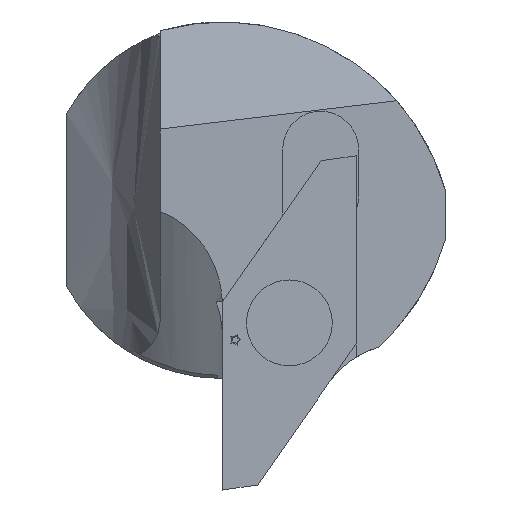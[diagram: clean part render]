
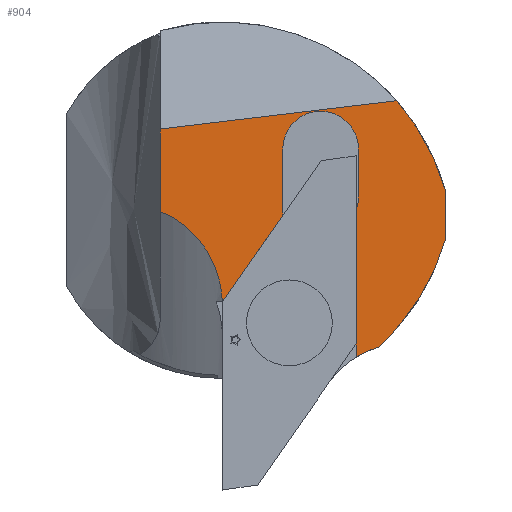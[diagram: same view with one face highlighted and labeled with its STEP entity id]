
A CAD part, left-side view. The second image highlights one B-rep face of the part: STEP entity #904.
In plain terms, the highlighted planar face has unit normal (-1, 0, 0).
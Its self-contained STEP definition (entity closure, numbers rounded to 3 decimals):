
#46 = DIRECTION ( 'NONE',  ( 0., 0., 1. ) ) ;
#61 = CIRCLE ( 'NONE', #1672, 4.1 ) ;
#67 = ORIENTED_EDGE ( 'NONE', *, *, #1158, .F. ) ;
#117 = DIRECTION ( 'NONE',  ( 0., 0., 1. ) ) ;
#125 = DIRECTION ( 'NONE',  ( 0., 0., 1. ) ) ;
#139 = EDGE_CURVE ( 'NONE', #1329, #256, #1224, .T. ) ;
#141 = EDGE_CURVE ( 'NONE', #1698, #554, #1255, .T. ) ;
#207 = CARTESIAN_POINT ( 'NONE',  ( 0., 0.101, -2.641 ) ) ;
#209 = DIRECTION ( 'NONE',  ( -1., 0., 0. ) ) ;
#224 = ORIENTED_EDGE ( 'NONE', *, *, #1012, .F. ) ;
#231 = CARTESIAN_POINT ( 'NONE',  ( 0., 0., 1.1 ) ) ;
#242 = DIRECTION ( 'NONE',  ( 0., 0., -1. ) ) ;
#256 = VERTEX_POINT ( 'NONE', #1314 ) ;
#283 = DIRECTION ( 'NONE',  ( 0., 0., -1. ) ) ;
#311 = ORIENTED_EDGE ( 'NONE', *, *, #1004, .T. ) ;
#336 = ORIENTED_EDGE ( 'NONE', *, *, #1514, .F. ) ;
#360 = CARTESIAN_POINT ( 'NONE',  ( 0., -2.2, -0.54 ) ) ;
#364 = CARTESIAN_POINT ( 'NONE',  ( 0., 2.8, -0.51 ) ) ;
#401 = ORIENTED_EDGE ( 'NONE', *, *, #139, .T. ) ;
#425 = AXIS2_PLACEMENT_3D ( 'NONE', #483, #1702, #125 ) ;
#426 = DIRECTION ( 'NONE',  ( 0., -1., 0. ) ) ;
#439 = CARTESIAN_POINT ( 'NONE',  ( 0., -6., -0.4 ) ) ;
#447 = VECTOR ( 'NONE', #117, 1000. ) ;
#470 = DIRECTION ( 'NONE',  ( 0., -0.993, 0.119 ) ) ;
#473 = PLANE ( 'NONE',  #425 ) ;
#477 = VERTEX_POINT ( 'NONE', #1549 ) ;
#483 = CARTESIAN_POINT ( 'NONE',  ( 0., 10.5, 0. ) ) ;
#529 = CARTESIAN_POINT ( 'NONE',  ( 0., 0.006, -4.554 ) ) ;
#541 = DIRECTION ( 'NONE',  ( 0., 0., 1. ) ) ;
#552 = DIRECTION ( 'NONE',  ( 1., 0., 0. ) ) ;
#554 = VERTEX_POINT ( 'NONE', #724 ) ;
#574 = LINE ( 'NONE', #1341, #2006 ) ;
#619 = EDGE_CURVE ( 'NONE', #2062, #1987, #61, .T. ) ;
#650 = VECTOR ( 'NONE', #1908, 1000. ) ;
#665 = VERTEX_POINT ( 'NONE', #1801 ) ;
#715 = VERTEX_POINT ( 'NONE', #1298 ) ;
#724 = CARTESIAN_POINT ( 'NONE',  ( 0., 0., -4.554 ) ) ;
#765 = DIRECTION ( 'NONE',  ( 0., 0., -1. ) ) ;
#784 = AXIS2_PLACEMENT_3D ( 'NONE', #231, #1761, #1251 ) ;
#810 = VERTEX_POINT ( 'NONE', #2025 ) ;
#832 = ORIENTED_EDGE ( 'NONE', *, *, #1662, .F. ) ;
#860 = CARTESIAN_POINT ( 'NONE',  ( 0., -7.81, 4.467 ) ) ;
#881 = CARTESIAN_POINT ( 'NONE',  ( 0., 0., -4.554 ) ) ;
#884 = AXIS2_PLACEMENT_3D ( 'NONE', #1649, #1281, #765 ) ;
#886 = ORIENTED_EDGE ( 'NONE', *, *, #1676, .T. ) ;
#891 = CARTESIAN_POINT ( 'NONE',  ( 0., -6.1, 0.148 ) ) ;
#897 = CARTESIAN_POINT ( 'NONE',  ( 0., -4.4, 2.3 ) ) ;
#903 = VECTOR ( 'NONE', #283, 1000. ) ;
#904 = ADVANCED_FACE ( 'NONE', ( #2081 ), #473, .F. ) ;
#920 = ORIENTED_EDGE ( 'NONE', *, *, #1432, .F. ) ;
#935 = CIRCLE ( 'NONE', #884, 10.4 ) ;
#1004 = EDGE_CURVE ( 'NONE', #256, #1987, #1311, .T. ) ;
#1011 = CIRCLE ( 'NONE', #1417, 1.7 ) ;
#1012 = EDGE_CURVE ( 'NONE', #2121, #2088, #1063, .T. ) ;
#1014 = VECTOR ( 'NONE', #1303, 1000. ) ;
#1058 = DIRECTION ( 'NONE',  ( 1., 0., 0. ) ) ;
#1059 = CARTESIAN_POINT ( 'NONE',  ( 0., -2.7, -0.698 ) ) ;
#1063 = LINE ( 'NONE', #1142, #447 ) ;
#1083 = CARTESIAN_POINT ( 'NONE',  ( 0., -10.002, -1.751 ) ) ;
#1104 = CARTESIAN_POINT ( 'NONE',  ( 0., 0., -4.554 ) ) ;
#1105 = CARTESIAN_POINT ( 'NONE',  ( 0., -6., -7.035 ) ) ;
#1107 = CARTESIAN_POINT ( 'NONE',  ( 0., -10.002, 0.451 ) ) ;
#1122 = VERTEX_POINT ( 'NONE', #1359 ) ;
#1142 = CARTESIAN_POINT ( 'NONE',  ( 0., 2.8, 0. ) ) ;
#1152 = ORIENTED_EDGE ( 'NONE', *, *, #141, .T. ) ;
#1158 = EDGE_CURVE ( 'NONE', #2088, #2162, #574, .T. ) ;
#1181 = AXIS2_PLACEMENT_3D ( 'NONE', #360, #1058, #46 ) ;
#1215 = CARTESIAN_POINT ( 'NONE',  ( 0., 2.8, 3.2 ) ) ;
#1224 = CIRCLE ( 'NONE', #2044, 1.55 ) ;
#1244 = CARTESIAN_POINT ( 'NONE',  ( 0., -8.148, -10.527 ) ) ;
#1251 = DIRECTION ( 'NONE',  ( 0., 0., -1. ) ) ;
#1255 = LINE ( 'NONE', #1104, #1453 ) ;
#1258 = ORIENTED_EDGE ( 'NONE', *, *, #619, .F. ) ;
#1279 = EDGE_CURVE ( 'NONE', #554, #665, #2180, .T. ) ;
#1281 = DIRECTION ( 'NONE',  ( 1., 0., 0. ) ) ;
#1282 = LINE ( 'NONE', #1107, #1848 ) ;
#1283 = DIRECTION ( 'NONE',  ( 1., 0., 0. ) ) ;
#1290 = CARTESIAN_POINT ( 'NONE',  ( 0., -6.1, 2.3 ) ) ;
#1298 = CARTESIAN_POINT ( 'NONE',  ( 0., -2.7, -0.54 ) ) ;
#1303 = DIRECTION ( 'NONE',  ( 0., 0., -1. ) ) ;
#1311 = LINE ( 'NONE', #439, #1014 ) ;
#1314 = CARTESIAN_POINT ( 'NONE',  ( 0., -6., -0.4 ) ) ;
#1329 = VERTEX_POINT ( 'NONE', #891 ) ;
#1333 = CIRCLE ( 'NONE', #1181, 0.5 ) ;
#1337 = LINE ( 'NONE', #1290, #903 ) ;
#1341 = CARTESIAN_POINT ( 'NONE',  ( 0., 10.769, 2.248 ) ) ;
#1357 = EDGE_CURVE ( 'NONE', #810, #1122, #1011, .T. ) ;
#1359 = CARTESIAN_POINT ( 'NONE',  ( 0., -6.1, 2.3 ) ) ;
#1402 = VERTEX_POINT ( 'NONE', #1083 ) ;
#1417 = AXIS2_PLACEMENT_3D ( 'NONE', #897, #552, #242 ) ;
#1418 = EDGE_CURVE ( 'NONE', #715, #810, #2079, .T. ) ;
#1432 = EDGE_CURVE ( 'NONE', #477, #1402, #1282, .T. ) ;
#1445 = CIRCLE ( 'NONE', #784, 10.4 ) ;
#1453 = VECTOR ( 'NONE', #426, 1000. ) ;
#1460 = CARTESIAN_POINT ( 'NONE',  ( 0., -4.55, 0.148 ) ) ;
#1467 = EDGE_CURVE ( 'NONE', #1122, #1329, #1337, .T. ) ;
#1514 = EDGE_CURVE ( 'NONE', #2162, #477, #935, .T. ) ;
#1549 = CARTESIAN_POINT ( 'NONE',  ( 0., -10.002, 0.451 ) ) ;
#1573 = VECTOR ( 'NONE', #541, 1000. ) ;
#1575 = CARTESIAN_POINT ( 'NONE',  ( 0., 2.8, -0.51 ) ) ;
#1591 = ORIENTED_EDGE ( 'NONE', *, *, #1418, .T. ) ;
#1649 = CARTESIAN_POINT ( 'NONE',  ( 0., 0., -2.4 ) ) ;
#1658 = DIRECTION ( 'NONE',  ( 0., 0., -1. ) ) ;
#1662 = EDGE_CURVE ( 'NONE', #715, #665, #1333, .T. ) ;
#1672 = AXIS2_PLACEMENT_3D ( 'NONE', #1244, #209, #1758 ) ;
#1676 = EDGE_CURVE ( 'NONE', #2121, #1698, #2108, .T. ) ;
#1698 = VERTEX_POINT ( 'NONE', #1912 ) ;
#1702 = DIRECTION ( 'NONE',  ( 1., 0., 0. ) ) ;
#1752 = EDGE_CURVE ( 'NONE', #1402, #2062, #1445, .T. ) ;
#1757 = CARTESIAN_POINT ( 'NONE',  ( 0., 1.153, -1.117 ) ) ;
#1758 = DIRECTION ( 'NONE',  ( 0., 0., -1. ) ) ;
#1761 = DIRECTION ( 'NONE',  ( 1., 0., 0. ) ) ;
#1801 = CARTESIAN_POINT ( 'NONE',  ( 0., -2.61, -0.827 ) ) ;
#1848 = VECTOR ( 'NONE', #1658, 1000. ) ;
#1854 = ORIENTED_EDGE ( 'NONE', *, *, #1467, .T. ) ;
#1908 = DIRECTION ( 'NONE',  ( 0., -0.574, 0.819 ) ) ;
#1912 = CARTESIAN_POINT ( 'NONE',  ( 0., 0.006, -4.554 ) ) ;
#1935 = ORIENTED_EDGE ( 'NONE', *, *, #1752, .F. ) ;
#1987 = VERTEX_POINT ( 'NONE', #1105 ) ;
#2006 = VECTOR ( 'NONE', #470, 1000. ) ;
#2020 = ORIENTED_EDGE ( 'NONE', *, *, #1357, .T. ) ;
#2025 = CARTESIAN_POINT ( 'NONE',  ( 0., -2.7, 2.3 ) ) ;
#2039 = EDGE_LOOP ( 'NONE', ( #1854, #401, #311, #1258, #1935, #920, #336, #67, #224, #886, #1152, #2094, #832, #1591, #2020 ) ) ;
#2044 = AXIS2_PLACEMENT_3D ( 'NONE', #1460, #1283, #2137 ) ;
#2062 = VERTEX_POINT ( 'NONE', #2160 ) ;
#2079 = LINE ( 'NONE', #1059, #1573 ) ;
#2081 = FACE_OUTER_BOUND ( 'NONE', #2039, .T. ) ;
#2088 = VERTEX_POINT ( 'NONE', #1215 ) ;
#2094 = ORIENTED_EDGE ( 'NONE', *, *, #1279, .T. ) ;
#2108 =( BOUNDED_CURVE ( )  B_SPLINE_CURVE ( 3, ( #1575, #1757, #207, #529 ),
 .UNSPECIFIED., .F., .F. ) 
 B_SPLINE_CURVE_WITH_KNOTS ( ( 4, 4 ),
 ( 0.323, 1.516 ),
 .UNSPECIFIED. ) 
 CURVE ( )  GEOMETRIC_REPRESENTATION_ITEM ( )  RATIONAL_B_SPLINE_CURVE ( ( 1., 0.885, 0.885, 1. ) ) 
 REPRESENTATION_ITEM ( '' )  );
#2121 = VERTEX_POINT ( 'NONE', #364 ) ;
#2137 = DIRECTION ( 'NONE',  ( 0., 0., -1. ) ) ;
#2160 = CARTESIAN_POINT ( 'NONE',  ( 0., -7., -6.592 ) ) ;
#2162 = VERTEX_POINT ( 'NONE', #860 ) ;
#2180 = LINE ( 'NONE', #881, #650 ) ;
